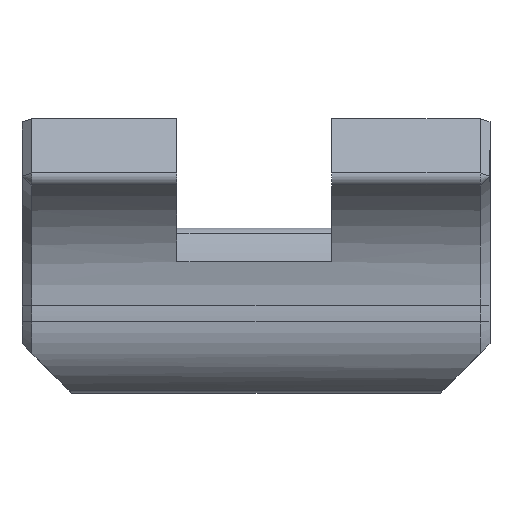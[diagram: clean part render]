
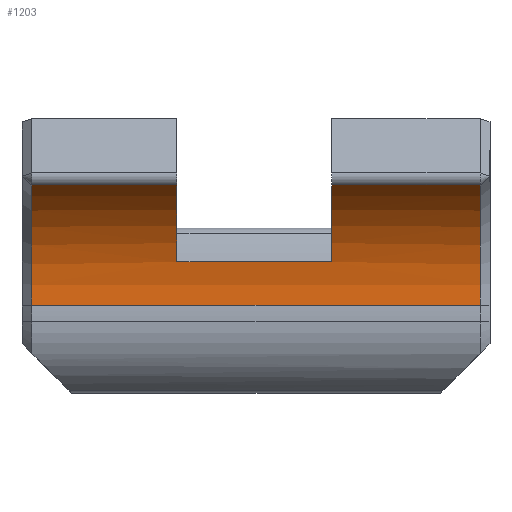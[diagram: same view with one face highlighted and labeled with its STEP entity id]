
A CAD part, left-side view. The second image highlights one B-rep face of the part: STEP entity #1203.
In plain terms, the highlighted cylindrical face has radius 3.224 mm (diameter 6.447 mm), a partial arc.
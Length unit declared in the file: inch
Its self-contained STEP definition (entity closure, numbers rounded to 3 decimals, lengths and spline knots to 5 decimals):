
#73 = CARTESIAN_POINT ( 'NONE',  ( -0.00288, 0.1595, 0.1119 ) ) ;
#166 = VERTEX_POINT ( 'NONE', #484 ) ;
#185 = AXIS2_PLACEMENT_3D ( 'NONE', #1260, #1629, #282 ) ;
#198 = CARTESIAN_POINT ( 'NONE',  ( 0.0592, 0.31575, 0.2226 ) ) ;
#215 = VECTOR ( 'NONE', #1700, 39.37008 ) ;
#226 = EDGE_CURVE ( 'NONE', #1097, #2096, #675, .T. ) ;
#227 = CIRCLE ( 'NONE', #690, 0.12692 ) ;
#243 = EDGE_CURVE ( 'NONE', #1147, #807, #227, .T. ) ;
#262 = CARTESIAN_POINT ( 'NONE',  ( 0.0592, 0.1595, 0.2226 ) ) ;
#282 = DIRECTION ( 'NONE',  ( 0., 0., -1. ) ) ;
#283 = AXIS2_PLACEMENT_3D ( 'NONE', #360, #1164, #351 ) ;
#302 = DIRECTION ( 'NONE',  ( 0., -1., 0. ) ) ;
#351 = DIRECTION ( 'NONE',  ( 0., 0., 1. ) ) ;
#360 = CARTESIAN_POINT ( 'NONE',  ( -0.00288, 0.31575, 0.1119 ) ) ;
#367 = AXIS2_PLACEMENT_3D ( 'NONE', #73, #380, #1137 ) ;
#380 = DIRECTION ( 'NONE',  ( 0., 1., 0. ) ) ;
#382 = CARTESIAN_POINT ( 'NONE',  ( 0.0592, 0.462, 0.2226 ) ) ;
#427 = ORIENTED_EDGE ( 'NONE', *, *, #1501, .T. ) ;
#449 = CIRCLE ( 'NONE', #367, 0.12692 ) ;
#458 = DIRECTION ( 'NONE',  ( 0., 0., 1. ) ) ;
#484 = CARTESIAN_POINT ( 'NONE',  ( 0.11964, 0.31575, 0.14502 ) ) ;
#568 = EDGE_LOOP ( 'NONE', ( #427, #1129, #612, #907, #2076, #800, #1948, #1754 ) ) ;
#582 = CARTESIAN_POINT ( 'NONE',  ( 0.11964, 0.23762, 0.14502 ) ) ;
#600 = CARTESIAN_POINT ( 'NONE',  ( 0.1236, 0.01, 0.1014 ) ) ;
#612 = ORIENTED_EDGE ( 'NONE', *, *, #1144, .F. ) ;
#675 = LINE ( 'NONE', #845, #902 ) ;
#690 = AXIS2_PLACEMENT_3D ( 'NONE', #1947, #302, #972 ) ;
#759 = LINE ( 'NONE', #582, #1594 ) ;
#800 = ORIENTED_EDGE ( 'NONE', *, *, #818, .F. ) ;
#807 = VERTEX_POINT ( 'NONE', #1971 ) ;
#814 = DIRECTION ( 'NONE',  ( 0., -1., 0. ) ) ;
#818 = EDGE_CURVE ( 'NONE', #2096, #166, #920, .T. ) ;
#845 = CARTESIAN_POINT ( 'NONE',  ( 0.0592, 0.472, 0.2226 ) ) ;
#869 = CARTESIAN_POINT ( 'NONE',  ( 0.1236, 0.472, 0.1014 ) ) ;
#902 = VECTOR ( 'NONE', #814, 39.37008 ) ;
#907 = ORIENTED_EDGE ( 'NONE', *, *, #2082, .T. ) ;
#920 = CIRCLE ( 'NONE', #283, 0.12692 ) ;
#972 = DIRECTION ( 'NONE',  ( 0., 0., 1. ) ) ;
#1064 = LINE ( 'NONE', #869, #215 ) ;
#1097 = VERTEX_POINT ( 'NONE', #382 ) ;
#1122 = LINE ( 'NONE', #1286, #1949 ) ;
#1129 = ORIENTED_EDGE ( 'NONE', *, *, #243, .T. ) ;
#1137 = DIRECTION ( 'NONE',  ( 0., 0., 1. ) ) ;
#1144 = EDGE_CURVE ( 'NONE', #1228, #807, #1122, .T. ) ;
#1147 = VERTEX_POINT ( 'NONE', #600 ) ;
#1164 = DIRECTION ( 'NONE',  ( 0., 1., 0. ) ) ;
#1203 = ADVANCED_FACE ( 'NONE', ( #2072 ), #1613, .F. ) ;
#1228 = VERTEX_POINT ( 'NONE', #262 ) ;
#1238 = CIRCLE ( 'NONE', #1521, 0.12692 ) ;
#1255 = DIRECTION ( 'NONE',  ( 0., -1., 0. ) ) ;
#1260 = CARTESIAN_POINT ( 'NONE',  ( -0.00288, 0.472, 0.1119 ) ) ;
#1286 = CARTESIAN_POINT ( 'NONE',  ( 0.0592, 0.472, 0.2226 ) ) ;
#1405 = CARTESIAN_POINT ( 'NONE',  ( 0.1236, 0.462, 0.1014 ) ) ;
#1501 = EDGE_CURVE ( 'NONE', #1755, #1147, #1064, .T. ) ;
#1521 = AXIS2_PLACEMENT_3D ( 'NONE', #1618, #1928, #458 ) ;
#1594 = VECTOR ( 'NONE', #1255, 39.37008 ) ;
#1606 = DIRECTION ( 'NONE',  ( 0., -1., 0. ) ) ;
#1613 = CYLINDRICAL_SURFACE ( 'NONE', #185, 0.12692 ) ;
#1617 = VERTEX_POINT ( 'NONE', #2086 ) ;
#1618 = CARTESIAN_POINT ( 'NONE',  ( -0.00288, 0.462, 0.1119 ) ) ;
#1629 = DIRECTION ( 'NONE',  ( 0., -1., 0. ) ) ;
#1631 = EDGE_CURVE ( 'NONE', #1097, #1755, #1238, .T. ) ;
#1700 = DIRECTION ( 'NONE',  ( 0., -1., 0. ) ) ;
#1754 = ORIENTED_EDGE ( 'NONE', *, *, #1631, .T. ) ;
#1755 = VERTEX_POINT ( 'NONE', #1405 ) ;
#1763 = EDGE_CURVE ( 'NONE', #166, #1617, #759, .T. ) ;
#1928 = DIRECTION ( 'NONE',  ( 0., 1., 0. ) ) ;
#1947 = CARTESIAN_POINT ( 'NONE',  ( -0.00288, 0.01, 0.1119 ) ) ;
#1948 = ORIENTED_EDGE ( 'NONE', *, *, #226, .F. ) ;
#1949 = VECTOR ( 'NONE', #1606, 39.37008 ) ;
#1971 = CARTESIAN_POINT ( 'NONE',  ( 0.0592, 0.01, 0.2226 ) ) ;
#2072 = FACE_OUTER_BOUND ( 'NONE', #568, .T. ) ;
#2076 = ORIENTED_EDGE ( 'NONE', *, *, #1763, .F. ) ;
#2082 = EDGE_CURVE ( 'NONE', #1228, #1617, #449, .T. ) ;
#2086 = CARTESIAN_POINT ( 'NONE',  ( 0.11964, 0.1595, 0.14502 ) ) ;
#2096 = VERTEX_POINT ( 'NONE', #198 ) ;
